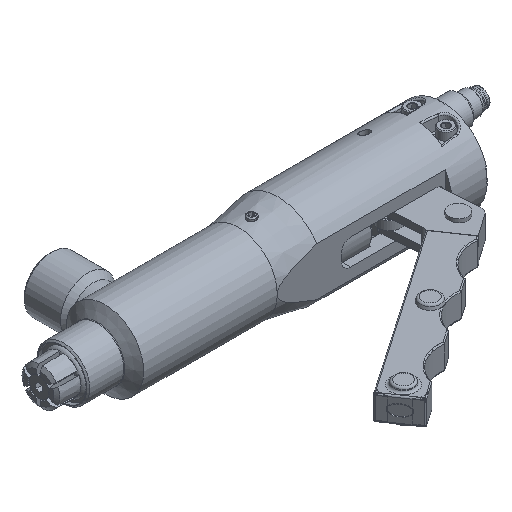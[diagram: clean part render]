
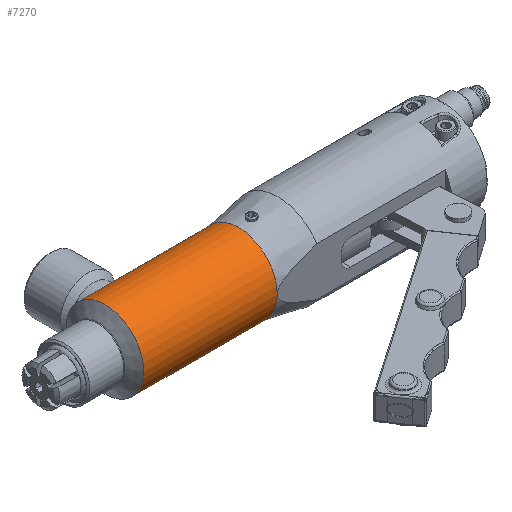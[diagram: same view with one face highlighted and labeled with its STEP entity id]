
A CAD part, isometric view. The second image highlights one B-rep face of the part: STEP entity #7270.
In plain terms, the highlighted cylindrical face has radius 13.462 mm (diameter 26.924 mm), a full revolution.
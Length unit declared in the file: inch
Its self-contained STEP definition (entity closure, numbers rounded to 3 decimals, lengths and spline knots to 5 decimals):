
#56=B_SPLINE_CURVE_WITH_KNOTS('',3,(#11704,#11705,#11706,#11707,#11708,
#11709,#11710,#11711,#11712,#11713,#11714,#11715,#11716,#11717,#11718,#11719,
#11720,#11721,#11722,#11723),.UNSPECIFIED.,.F.,.F.,(4,2,2,2,2,2,2,2,2,4),
(0.,0.29456,0.58913,0.88228,1.17543,
1.46859,1.76174,2.0563,2.35087,2.45605),
 .UNSPECIFIED.);
#57=B_SPLINE_CURVE_WITH_KNOTS('',3,(#11724,#11725,#11726,#11727,#11728,
#11729,#11730,#11731,#11732,#11733,#11734,#11735,#11736,#11737,#11738,#11739,
#11740,#11741),.UNSPECIFIED.,.F.,.F.,(4,2,2,2,2,2,2,2,4),(2.45605,
2.64543,2.93999,3.23315,3.5263,3.81945,
4.11261,4.40717,4.70174),.UNSPECIFIED.);
#206=FACE_BOUND('',#1110,.T.);
#452=CYLINDRICAL_SURFACE('',#7899,0.53);
#685=FACE_OUTER_BOUND('',#1109,.T.);
#1109=EDGE_LOOP('',(#5322,#5323,#5324,#5325,#5326,#5327));
#1110=EDGE_LOOP('',(#5328,#5329));
#1459=CIRCLE('',#7543,0.53);
#1644=CIRCLE('',#7897,0.53);
#1645=CIRCLE('',#7898,0.53);
#1646=CIRCLE('',#7900,0.53);
#2046=LINE('',#11839,#2500);
#2500=VECTOR('',#9269,0.53);
#2774=VERTEX_POINT('',#10481);
#2776=VERTEX_POINT('',#10485);
#3037=VERTEX_POINT('',#11702);
#3038=VERTEX_POINT('',#11703);
#3070=VERTEX_POINT('',#11833);
#3071=VERTEX_POINT('',#11834);
#3473=EDGE_CURVE('',#2776,#2774,#1459,.T.);
#3849=EDGE_CURVE('',#3037,#3038,#56,.T.);
#3850=EDGE_CURVE('',#3038,#3037,#57,.T.);
#3894=EDGE_CURVE('',#3070,#3071,#1644,.T.);
#3895=EDGE_CURVE('',#3071,#3070,#1645,.T.);
#3897=EDGE_CURVE('',#2776,#3071,#2046,.T.);
#3898=EDGE_CURVE('',#2774,#2776,#1646,.T.);
#5322=ORIENTED_EDGE('',*,*,#3473,.F.);
#5323=ORIENTED_EDGE('',*,*,#3897,.T.);
#5324=ORIENTED_EDGE('',*,*,#3895,.T.);
#5325=ORIENTED_EDGE('',*,*,#3894,.T.);
#5326=ORIENTED_EDGE('',*,*,#3897,.F.);
#5327=ORIENTED_EDGE('',*,*,#3898,.F.);
#5328=ORIENTED_EDGE('',*,*,#3849,.T.);
#5329=ORIENTED_EDGE('',*,*,#3850,.T.);
#7270=ADVANCED_FACE('',(#685,#206),#452,.T.);
#7543=AXIS2_PLACEMENT_3D('',#10489,#8375,#8376);
#7897=AXIS2_PLACEMENT_3D('',#11835,#9262,#9263);
#7898=AXIS2_PLACEMENT_3D('',#11836,#9264,#9265);
#7899=AXIS2_PLACEMENT_3D('',#11838,#9267,#9268);
#7900=AXIS2_PLACEMENT_3D('',#11840,#9270,#9271);
#8375=DIRECTION('center_axis',(1.,0.,0.));
#8376=DIRECTION('ref_axis',(0.,-1.,0.));
#9262=DIRECTION('center_axis',(1.,0.,0.));
#9263=DIRECTION('ref_axis',(0.,1.,0.));
#9264=DIRECTION('center_axis',(1.,0.,0.));
#9265=DIRECTION('ref_axis',(0.,1.,0.));
#9267=DIRECTION('center_axis',(1.,0.,0.));
#9268=DIRECTION('ref_axis',(0.,1.,0.));
#9269=DIRECTION('',(-1.,0.,0.));
#9270=DIRECTION('center_axis',(1.,0.,0.));
#9271=DIRECTION('ref_axis',(0.,-1.,0.));
#10481=CARTESIAN_POINT('',(-0.335,0.53,0.));
#10485=CARTESIAN_POINT('',(-0.335,-0.53,0.));
#10489=CARTESIAN_POINT('Origin',(-0.335,0.,0.));
#11702=CARTESIAN_POINT('',(-1.75,0.43761,-0.299));
#11703=CARTESIAN_POINT('',(-1.79184,0.4396,0.29606));
#11704=CARTESIAN_POINT('Ctrl Pts',(-1.75,0.43761,-0.299));
#11705=CARTESIAN_POINT('Ctrl Pts',(-1.71134,0.43761,
-0.299));
#11706=CARTESIAN_POINT('Ctrl Pts',(-1.67097,0.44327,
-0.29109));
#11707=CARTESIAN_POINT('Ctrl Pts',(-1.59771,0.46199,
-0.26036));
#11708=CARTESIAN_POINT('Ctrl Pts',(-1.5647,0.47464,-0.23755));
#11709=CARTESIAN_POINT('Ctrl Pts',(-1.51257,0.49731,
-0.18542));
#11710=CARTESIAN_POINT('Ctrl Pts',(-1.48968,0.50902,
-0.15238));
#11711=CARTESIAN_POINT('Ctrl Pts',(-1.45887,0.52544,
-0.07893));
#11712=CARTESIAN_POINT('Ctrl Pts',(-1.451,0.53,-0.03847));
#11713=CARTESIAN_POINT('Ctrl Pts',(-1.451,0.53,0.03847));
#11714=CARTESIAN_POINT('Ctrl Pts',(-1.45887,0.52544,
0.07893));
#11715=CARTESIAN_POINT('Ctrl Pts',(-1.48968,0.50902,
0.15238));
#11716=CARTESIAN_POINT('Ctrl Pts',(-1.51257,0.49731,
0.18542));
#11717=CARTESIAN_POINT('Ctrl Pts',(-1.5647,0.47464,0.23755));
#11718=CARTESIAN_POINT('Ctrl Pts',(-1.59771,0.46199,
0.26036));
#11719=CARTESIAN_POINT('Ctrl Pts',(-1.67097,0.44327,
0.29109));
#11720=CARTESIAN_POINT('Ctrl Pts',(-1.71134,0.43761,
0.299));
#11721=CARTESIAN_POINT('Ctrl Pts',(-1.7638,0.43761,
0.299));
#11722=CARTESIAN_POINT('Ctrl Pts',(-1.77784,0.43827,0.29804));
#11723=CARTESIAN_POINT('Ctrl Pts',(-1.79184,0.4396,
0.29606));
#11724=CARTESIAN_POINT('Ctrl Pts',(-1.79184,0.4396,
0.29606));
#11725=CARTESIAN_POINT('Ctrl Pts',(-1.81704,0.442,0.2925));
#11726=CARTESIAN_POINT('Ctrl Pts',(-1.84211,0.44661,
0.2856));
#11727=CARTESIAN_POINT('Ctrl Pts',(-1.90229,0.46199,
0.26036));
#11728=CARTESIAN_POINT('Ctrl Pts',(-1.9353,0.47464,0.23755));
#11729=CARTESIAN_POINT('Ctrl Pts',(-1.98743,0.49731,
0.18542));
#11730=CARTESIAN_POINT('Ctrl Pts',(-2.01032,0.50902,
0.15238));
#11731=CARTESIAN_POINT('Ctrl Pts',(-2.04113,0.52544,
0.07893));
#11732=CARTESIAN_POINT('Ctrl Pts',(-2.049,0.53,0.03847));
#11733=CARTESIAN_POINT('Ctrl Pts',(-2.049,0.53,-0.03847));
#11734=CARTESIAN_POINT('Ctrl Pts',(-2.04113,0.52544,
-0.07893));
#11735=CARTESIAN_POINT('Ctrl Pts',(-2.01032,0.50902,
-0.15238));
#11736=CARTESIAN_POINT('Ctrl Pts',(-1.98743,0.49731,
-0.18542));
#11737=CARTESIAN_POINT('Ctrl Pts',(-1.9353,0.47464,-0.23755));
#11738=CARTESIAN_POINT('Ctrl Pts',(-1.90229,0.46199,
-0.26036));
#11739=CARTESIAN_POINT('Ctrl Pts',(-1.82903,0.44327,
-0.29109));
#11740=CARTESIAN_POINT('Ctrl Pts',(-1.78866,0.43761,
-0.299));
#11741=CARTESIAN_POINT('Ctrl Pts',(-1.75,0.43761,-0.299));
#11833=CARTESIAN_POINT('',(-2.16214,0.53,0.));
#11834=CARTESIAN_POINT('',(-2.16214,-0.53,0.));
#11835=CARTESIAN_POINT('Origin',(-2.16214,0.,
0.));
#11836=CARTESIAN_POINT('Origin',(-2.16214,0.,
0.));
#11838=CARTESIAN_POINT('Origin',(-1.27357,0.,
0.));
#11839=CARTESIAN_POINT('',(-1.27357,-0.53,0.));
#11840=CARTESIAN_POINT('Origin',(-0.335,0.,0.));
